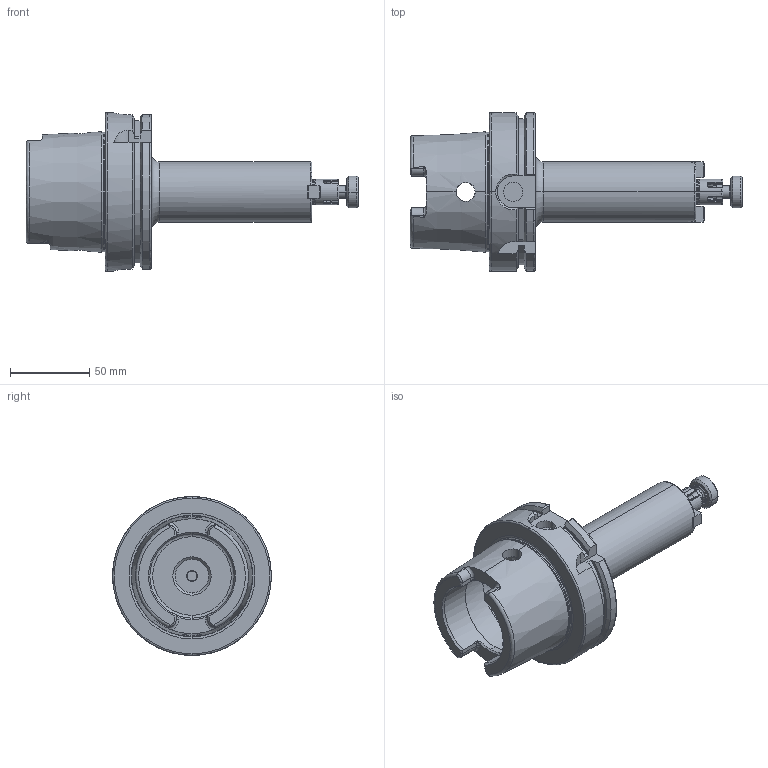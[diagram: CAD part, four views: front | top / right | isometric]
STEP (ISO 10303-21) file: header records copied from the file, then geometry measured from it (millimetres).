
FILE_DESCRIPTION (( 'STEP AP203' ), '1' );
FILE_NAME ('91100A-AS516130.STEP', '2017-09-01T09:15:35', ( '' ), ( '' ), 'SwSTEP 2.0', 'SolidWorks 2009', '' );
FILE_SCHEMA (( 'CONFIG_CONTROL_DESIGN' ));
Length unit declared in the file: millimetre
Products named in the file (7): CCS-M8-16-SHORT LENGHT; 91100A-AS516130; HSKA100SMS16130TCWW; CCS-M8-16-1-SHORT LENGHT; CCS-M8-16-2; KEY 08x10x8-16; AS-M4X12_DIN 912 M4 x 10 --- 10N
Assembly tree (8 placements, depth 3):
  91100A-AS516130
    CCS-M8-16-SHORT LENGHT
      CCS-M8-16-1-SHORT LENGHT
      CCS-M8-16-2
    AS-M4X12_DIN 912 M4 x 10 --- 10N  x2
    HSKA100SMS16130TCWW
    KEY 08x10x8-16  x2
Bounding box: 209 x 100 x 100 mm (x, y, z)
Volume: 371371.9 mm3; surface area: 69298.8 mm2
Topology: 7 solids, 7 shells, 383 faces, 944 edges, 571 vertices
Faces by surface type: plane 153, cylinder 100, cone 61, torus 51, bspline 10, sphere 8
Entity records: 12584 total; most frequent: CARTESIAN_POINT 3949, ORIENTED_EDGE 1660, DIRECTION 1644, EDGE_CURVE 830, AXIS2_PLACEMENT_3D 654, VERTEX_POINT 510, EDGE_LOOP 360, ADVANCED_FACE 336
